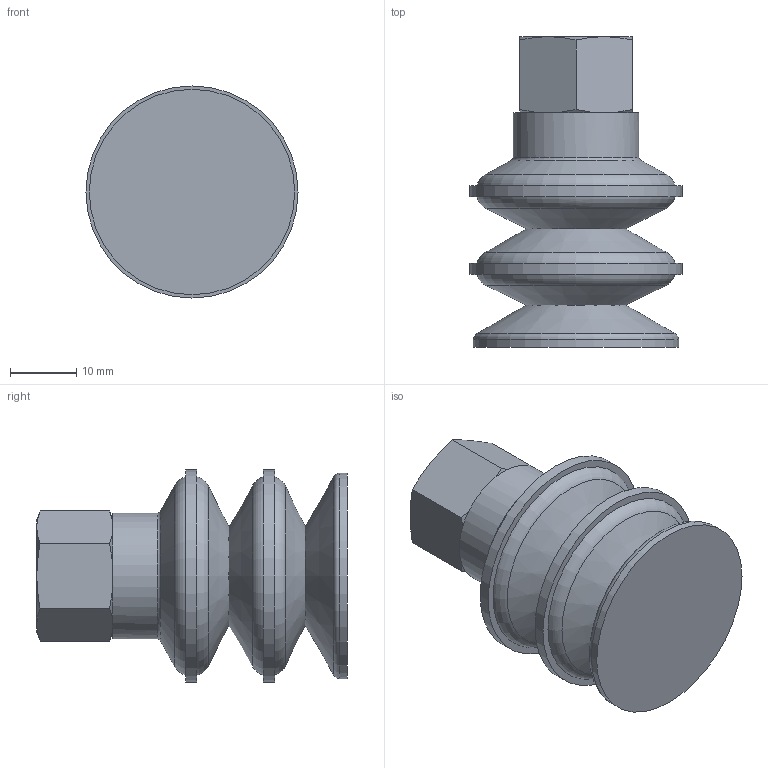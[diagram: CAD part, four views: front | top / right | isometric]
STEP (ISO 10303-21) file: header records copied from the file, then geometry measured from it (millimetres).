
FILE_DESCRIPTION(/* description */ (''),/* implementation_level */ '2;1');
FILE_NAME(/* name */ '3D_vf31nit+rac18r1-4h.stp',/* time_stamp */ '2020-03-25T09:37:56+01:00',/* author */ ('lmacia'),/* organization */ (''),/* preprocessor_version */ 'ST-DEVELOPER v17',/* originating_system */ 'Autodesk Inventor 2019',/* authorisation */ '');
FILE_SCHEMA (('AUTOMOTIVE_DESIGN { 1 0 10303 214 3 1 1 }'));
Length unit declared in the file: millimetre
Products named in the file (1): 3D_vf31+rac18r1-4h
Bounding box: 32 x 46.85 x 32 mm (x, y, z)
Volume: 19030.3 mm3; surface area: 6771.2 mm2
Topology: 2 solids, 2 shells, 46 faces, 115 edges, 79 vertices
Faces by surface type: cone 18, plane 16, cylinder 6, torus 6
Full cylindrical faces by diameter (mm): 7 x1, 11.445 x1, 19 x1, 31 x1, 32 x2
Entity records: 1516 total; most frequent: CARTESIAN_POINT 289, DIRECTION 258, ORIENTED_EDGE 230, AXIS2_PLACEMENT_3D 120, EDGE_CURVE 115, VERTEX_POINT 79, CIRCLE 73, EDGE_LOOP 52
